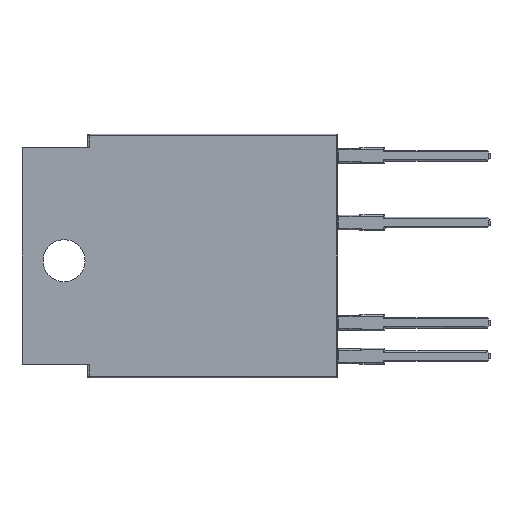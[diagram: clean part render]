
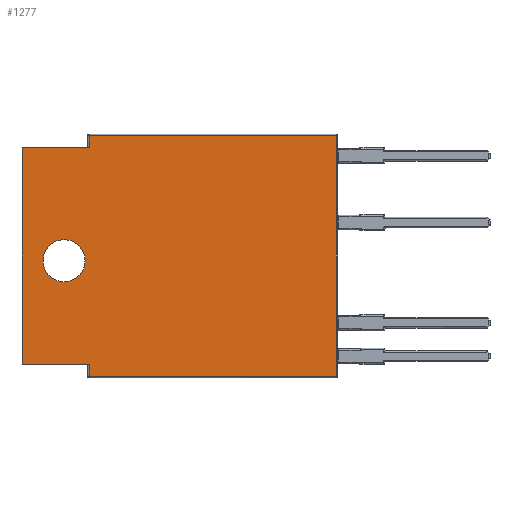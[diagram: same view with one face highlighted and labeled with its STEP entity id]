
A CAD part, left-side view. The second image highlights one B-rep face of the part: STEP entity #1277.
In plain terms, the highlighted planar face has unit normal (-1, 0, 0).
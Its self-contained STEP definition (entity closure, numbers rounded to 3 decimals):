
#1277=ADVANCED_FACE('NONE',(#2878,#2879),#2880,.T.);
#2878=FACE_OUTER_BOUND('',#5934,.T.);
#2879=FACE_BOUND('',#5935,.T.);
#2880=PLANE('',#5936);
#5934=EDGE_LOOP('',(#10555,#10556,#10557,#10558,#10559,#10560,#10561,#10562,#10563,#10564));
#5935=EDGE_LOOP('',(#10565,#10566));
#5936=AXIS2_PLACEMENT_3D('',#10567,#10568,#10569);
#10555=ORIENTED_EDGE('',*,*,#14338,.T.);
#10556=ORIENTED_EDGE('',*,*,#14787,.T.);
#10557=ORIENTED_EDGE('',*,*,#13714,.F.);
#10558=ORIENTED_EDGE('',*,*,#14788,.T.);
#10559=ORIENTED_EDGE('',*,*,#14557,.F.);
#10560=ORIENTED_EDGE('',*,*,#14701,.T.);
#10561=ORIENTED_EDGE('',*,*,#14589,.T.);
#10562=ORIENTED_EDGE('',*,*,#14789,.T.);
#10563=ORIENTED_EDGE('',*,*,#14790,.T.);
#10564=ORIENTED_EDGE('',*,*,#14791,.T.);
#10565=ORIENTED_EDGE('',*,*,#14792,.T.);
#10566=ORIENTED_EDGE('',*,*,#14793,.T.);
#10567=CARTESIAN_POINT('',(-1.085,-2.441,-3.642));
#10568=DIRECTION('',(-1.0,0.0,0.0));
#10569=DIRECTION('',(0.0,0.0,1.0));
#13714=EDGE_CURVE('NONE',#16262,#16264,#16265,.T.);
#14338=EDGE_CURVE('NONE',#17192,#17285,#17287,.T.);
#14557=EDGE_CURVE('NONE',#17600,#17602,#17603,.T.);
#14589=EDGE_CURVE('NONE',#17646,#17644,#17647,.T.);
#14701=EDGE_CURVE('NONE',#17600,#17646,#17812,.T.);
#14787=EDGE_CURVE('NONE',#17285,#16264,#17928,.T.);
#14788=EDGE_CURVE('NONE',#16262,#17602,#17929,.T.);
#14789=EDGE_CURVE('NONE',#17644,#16494,#17930,.T.);
#14790=EDGE_CURVE('NONE',#16494,#16947,#17931,.T.);
#14791=EDGE_CURVE('NONE',#16947,#17192,#17932,.T.);
#14792=EDGE_CURVE('NONE',#17933,#17934,#17935,.T.);
#14793=EDGE_CURVE('NONE',#17934,#17933,#17936,.T.);
#16262=VERTEX_POINT('NONE',#20138);
#16264=VERTEX_POINT('NONE',#20141);
#16265=CIRCLE('',#20142,0.039);
#16494=VERTEX_POINT('NONE',#20628);
#16947=VERTEX_POINT('NONE',#21532);
#17192=VERTEX_POINT('NONE',#21954);
#17285=VERTEX_POINT('NONE',#22117);
#17287=LINE('',#22119,#22120);
#17600=VERTEX_POINT('NONE',#22714);
#17602=VERTEX_POINT('NONE',#22717);
#17603=CIRCLE('',#22718,0.039);
#17644=VERTEX_POINT('NONE',#22802);
#17646=VERTEX_POINT('NONE',#22804);
#17647=LINE('',#22805,#22806);
#17812=LINE('',#23137,#23138);
#17928=LINE('',#23373,#23374);
#17929=LINE('',#23375,#23376);
#17930=LINE('',#23377,#23378);
#17931=LINE('',#23379,#23380);
#17932=LINE('',#23381,#23382);
#17933=VERTEX_POINT('',#23383);
#17934=VERTEX_POINT('',#23384);
#17935=CIRCLE('',#23385,0.63);
#17936=CIRCLE('',#23386,0.63);
#20138=CARTESIAN_POINT('',(-1.085,7.008,3.209));
#20141=CARTESIAN_POINT('',(-1.085,6.968,3.248));
#20142=AXIS2_PLACEMENT_3D('',#25884,#25885,#25886);
#20628=CARTESIAN_POINT('',(-1.085,-2.402,-3.602));
#21532=CARTESIAN_POINT('',(-1.085,-2.402,3.602));
#21954=CARTESIAN_POINT('',(-1.085,5.,3.602));
#22117=CARTESIAN_POINT('',(-1.085,5.,3.248));
#22119=CARTESIAN_POINT('',(-1.085,5.,-3.642));
#22120=VECTOR('',#26372,393.7);
#22714=CARTESIAN_POINT('',(-1.085,6.968,-3.248));
#22717=CARTESIAN_POINT('',(-1.085,7.008,-3.209));
#22718=AXIS2_PLACEMENT_3D('',#26533,#26534,#26535);
#22802=CARTESIAN_POINT('',(-1.085,5.,-3.602));
#22804=CARTESIAN_POINT('',(-1.085,5.,-3.248));
#22805=CARTESIAN_POINT('',(-1.085,5.,-3.642));
#22806=VECTOR('',#26559,393.7);
#23137=CARTESIAN_POINT('',(-1.085,-2.441,-3.248));
#23138=VECTOR('',#26619,393.7);
#23373=CARTESIAN_POINT('',(-1.085,-2.441,3.248));
#23374=VECTOR('',#26680,393.7);
#23375=CARTESIAN_POINT('',(-1.085,7.008,-3.642));
#23376=VECTOR('',#26681,393.7);
#23377=CARTESIAN_POINT('',(-1.085,-2.441,-3.602));
#23378=VECTOR('',#26682,393.7);
#23379=CARTESIAN_POINT('',(-1.085,-2.402,-3.642));
#23380=VECTOR('',#26683,393.7);
#23381=CARTESIAN_POINT('',(-1.085,-2.441,3.602));
#23382=VECTOR('',#26684,393.7);
#23383=CARTESIAN_POINT('',(-1.085,5.748,0.489));
#23384=CARTESIAN_POINT('',(-1.085,5.748,-0.771));
#23385=AXIS2_PLACEMENT_3D('',#26685,#26686,#26687);
#23386=AXIS2_PLACEMENT_3D('',#26688,#26689,#26690);
#25884=CARTESIAN_POINT('',(-1.085,6.968,3.209));
#25885=DIRECTION('',(1.0,0.,0.));
#25886=DIRECTION('',(0.,1.0,0.0));
#26372=DIRECTION('',(-0.0,-0.0,-1.0));
#26533=CARTESIAN_POINT('',(-1.085,6.968,-3.209));
#26534=DIRECTION('',(1.0,0.,0.));
#26535=DIRECTION('',(0.,0.0,1.0));
#26559=DIRECTION('',(-0.0,-0.0,-1.0));
#26619=DIRECTION('',(0.0,-1.0,0.0));
#26680=DIRECTION('',(0.0,1.0,0.0));
#26681=DIRECTION('',(-0.0,-0.0,-1.0));
#26682=DIRECTION('',(0.0,-1.0,0.0));
#26683=DIRECTION('',(0.0,0.0,1.0));
#26684=DIRECTION('',(0.0,1.0,0.0));
#26685=CARTESIAN_POINT('',(-1.085,5.748,-0.141));
#26686=DIRECTION('',(1.0,0.0,0.));
#26687=DIRECTION('',(0.,0.0,-1.0));
#26688=CARTESIAN_POINT('',(-1.085,5.748,-0.141));
#26689=DIRECTION('',(1.0,0.0,0.));
#26690=DIRECTION('',(0.,0.0,-1.0));
